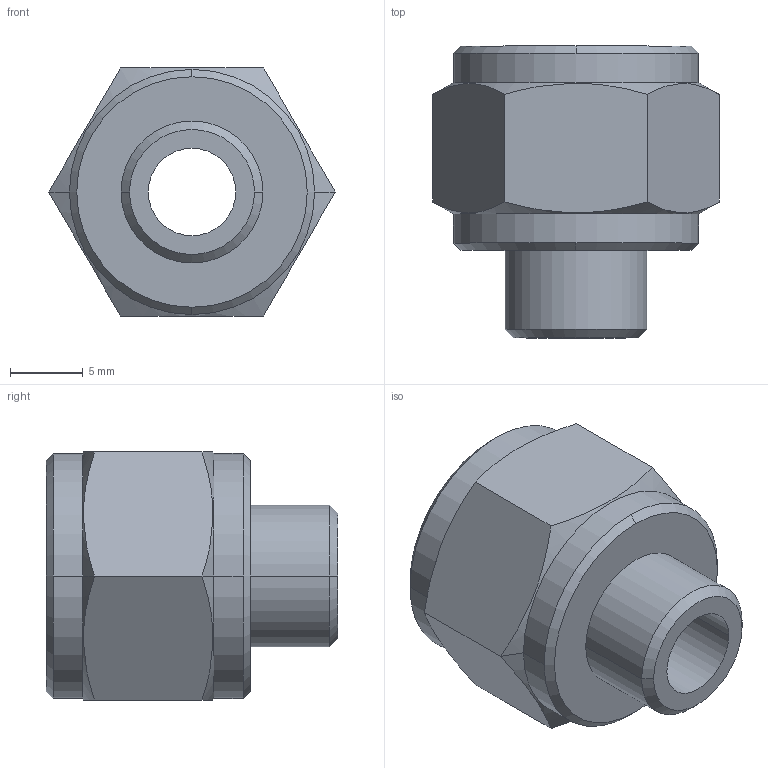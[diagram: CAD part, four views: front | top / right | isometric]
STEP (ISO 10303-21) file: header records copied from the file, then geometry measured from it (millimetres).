
FILE_DESCRIPTION(('STEP AP214'),'1');
FILE_NAME('0906_10_13.stp','2016-07-07T14:19:24',('TraceParts'),('TraceParts S.A.'),'Spatial InterOp 3D',' ',' ');
FILE_SCHEMA(('automotive_design'));
Length unit declared in the file: millimetre
Products named in the file (1): Solide1
Bounding box: 19.63 x 20 x 17 mm (x, y, z)
Volume: 2285.5 mm3; surface area: 1888.8 mm2
Topology: 1 solids, 1 shells, 33 faces, 76 edges, 46 vertices
Faces by surface type: cone 14, cylinder 10, plane 9
Entity records: 1212 total; most frequent: CARTESIAN_POINT 180, DIRECTION 166, ORIENTED_EDGE 152, EDGE_CURVE 76, AXIS2_PLACEMENT_3D 68, VERTEX_POINT 46, EDGE_LOOP 36, STYLED_ITEM 34
